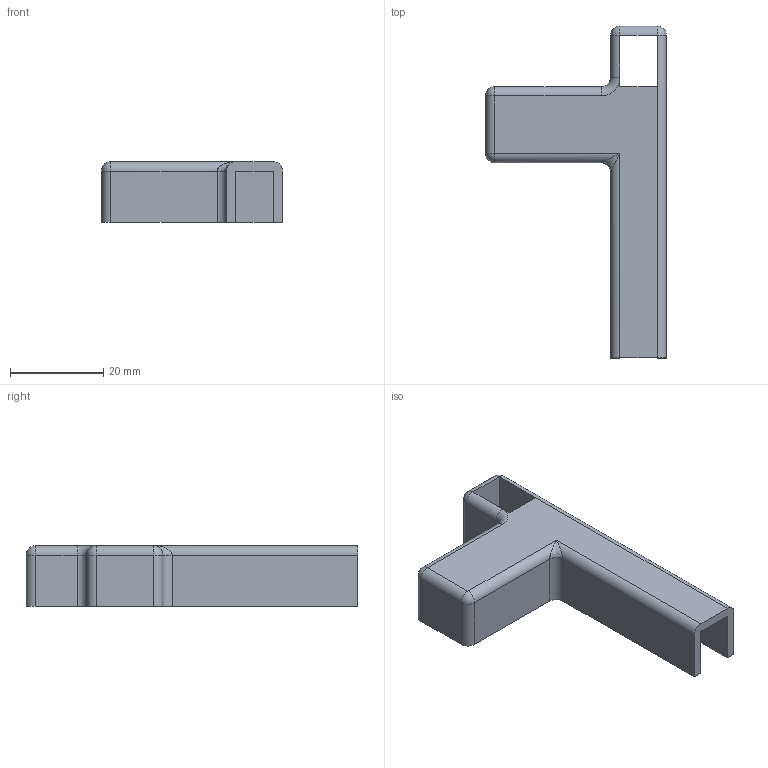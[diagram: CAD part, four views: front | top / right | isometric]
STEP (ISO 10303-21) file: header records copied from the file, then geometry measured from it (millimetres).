
FILE_DESCRIPTION (( 'STEP AP214' ), '1' );
FILE_NAME ('Conduit 100 Inside Left.STEP', '2023-06-09T20:57:07', ( '' ), ( '' ), 'SwSTEP 2.0', 'SolidWorks 2022', '' );
FILE_SCHEMA (( 'AUTOMOTIVE_DESIGN' ));
Length unit declared in the file: millimetre
Products named in the file (1): Conduit 100 Inside Left
Bounding box: 38.8 x 71.15 x 13 mm (x, y, z)
Volume: 6971.5 mm3; surface area: 7342.2 mm2
Topology: 1 solids, 1 shells, 42 faces, 110 edges, 63 vertices
Faces by surface type: plane 23, cylinder 13, sphere 4, bspline 1, torus 1
Entity records: 1307 total; most frequent: CARTESIAN_POINT 264, DIRECTION 212, ORIENTED_EDGE 210, EDGE_CURVE 105, LINE 78, VECTOR 78, AXIS2_PLACEMENT_3D 67, VERTEX_POINT 63
